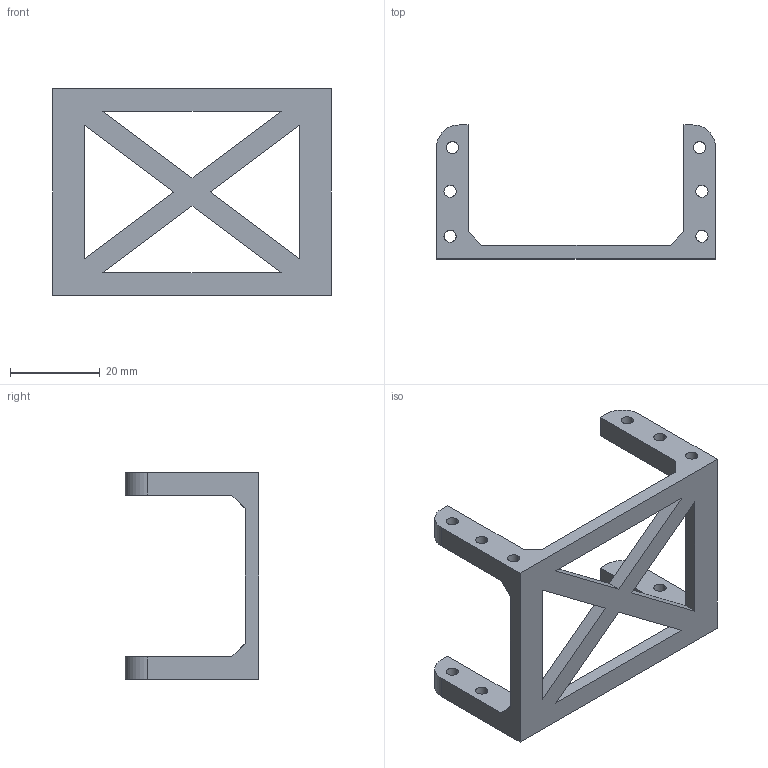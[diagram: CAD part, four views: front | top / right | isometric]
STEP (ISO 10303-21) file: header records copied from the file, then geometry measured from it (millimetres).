
FILE_DESCRIPTION (( 'STEP AP214' ), '1' );
FILE_NAME ('ヶ啣.STEP', '2025-08-21T07:30:30', ( '' ), ( '' ), 'SwSTEP 2.0', 'SolidWorks 2018', '' );
FILE_SCHEMA (( 'AUTOMOTIVE_DESIGN' ));
Length unit declared in the file: millimetre
Products named in the file (1): ヶ啣
Bounding box: 62 x 29.75 x 46 mm (x, y, z)
Volume: 8538.8 mm3; surface area: 7850.6 mm2
Topology: 1 solids, 1 shells, 66 faces, 200 edges, 132 vertices
Faces by surface type: plane 38, cylinder 28
Entity records: 2342 total; most frequent: CARTESIAN_POINT 435, ORIENTED_EDGE 400, DIRECTION 374, EDGE_CURVE 200, VECTOR 136, LINE 136, VERTEX_POINT 132, AXIS2_PLACEMENT_3D 119
